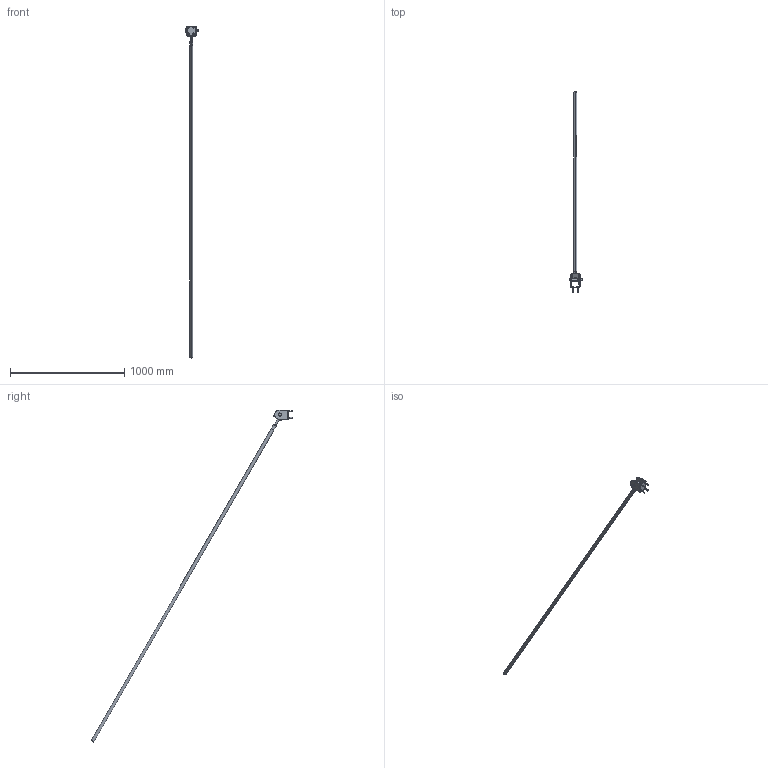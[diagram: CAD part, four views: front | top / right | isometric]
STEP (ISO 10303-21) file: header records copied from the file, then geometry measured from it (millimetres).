
FILE_DESCRIPTION(/* description */ ('VariCAD 2009-1.06 AP-203'),/* implementation_level */ '2;1');
FILE_NAME(/* name */ 'bracket_bc',/* time_stamp */ '2023-04-22T18:04:38+03:00',/* author */ (''),/* organization */ (''),/* preprocessor_version */ 'ST-DEVELOPER v12',/* originating_system */ 'VariCAD 2009-1.06; kernel version (20080921)',/* authorisation */ '');
FILE_SCHEMA (('CONFIG_CONTROL_DESIGN'));
Length unit declared in the file: millimetre
Products named in the file (1): Part
Bounding box: 110 x 1763.61 x 2903.75 mm (x, y, z)
Volume: 804756.2 mm3; surface area: 617062.7 mm2
Topology: 16 solids, 16 shells, 238 faces, 544 edges, 344 vertices
Faces by surface type: plane 103, cylinder 87, cone 48
Entity records: 7076 total; most frequent: CARTESIAN_POINT 1503, DIRECTION 1192, ORIENTED_EDGE 1088, EDGE_CURVE 544, AXIS2_PLACEMENT_3D 465, VERTEX_POINT 344, EDGE_LOOP 276, LINE 262
